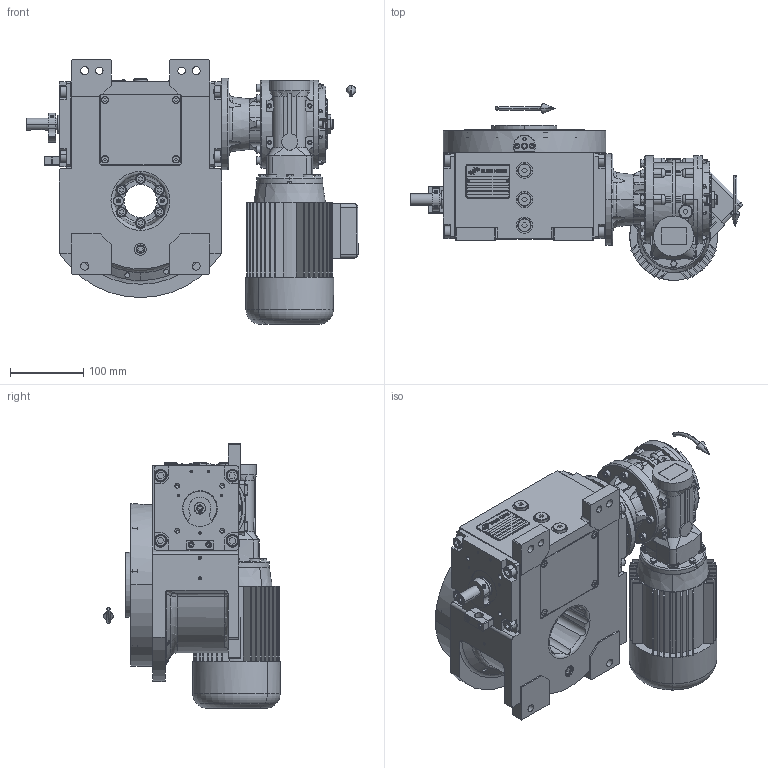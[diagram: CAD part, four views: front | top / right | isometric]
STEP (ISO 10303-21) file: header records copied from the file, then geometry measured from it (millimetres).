
FILE_DESCRIPTION (( 'STEP AP203' ), '1' );
FILE_NAME ('PC5200611.step', '2024-09-11T15:36:28', ( '' ), ( '' ), 'SwSTEP 2.0', 'SolidWorks 2020', '' );
FILE_SCHEMA (( 'CONFIG_CONTROL_DESIGN' ));
Length unit declared in the file: millimetre
Products named in the file (85): 900_38_11_06_4; cfn2128_04_004; RMI50_F1_LCB_SX_63B14; olio_agip_blasia_150; cfn2155_01_056; cfn2003_01_054; cfn2000_01_103; cfn2000_01_126; freccia_angolare; cfn2000_01_124; rig06_016; CFN2010_02_002.stp; rig06_017; rig06_003_16; rig06_005_n_01; cfn2155_01_303; CFN2010_01_012.stp; TN63B4B14; 900_38_30_003; AS_rig06_071_16_m; cfn2070_05_005; AS_900_38_30_003; cfn2151_01_090; cfn2104_01_016; CFN2356_03_047.stp; RIG06_021_AF0.stp; PC5200611; cfn2115_01_005; cfn2476_01_002_60x46; rig06_002_bl_001; cfn2107_01_001; cfn2115_02_165; CFN2000_01_185.stp; AS_rig06_002_bl_001; CFN2104_02_017.stp; freccia_angolare_albero; rig06_001_a; AS_rig06_017; cfn2276_01_074; cfn2151_01_290 ...
Assembly tree (78 placements, depth 5):
  olio_agip_blasia_150
  CFN2010_01_012.stp
  cfn2151_01_090
  CFN2356_03_047.stp
  PC5200611
    rig06_001_a
    AS_cfn2476_01_002_60x46
      cfn2476_01_002_60x46
      cfn2107_01_001
      cfn2107_01_001
    AS_rig06_071_16_m
      rig06_071_16_m_asm.stp
        RIG06_005_ASM.stp
          RIG06_021_AF0.stp
          CFN2000_01_185.stp
          CFN2000_01_185.stp
          CFN2104_02_017.stp
        CFN2010_02_002.stp
      cfn2000_01_124
      cfn2000_01_124  x6
      cfn2104_01_016  x2
      cfn2155_01_303
      rig06_005_n_01
      rig06_003_16
      cfn2000_01_124
      cfn2000_01_124
      cfn2000_01_124
    AS_rig06_017
      rig06_017
      cfn2158_01_011
      cfn2000_01_126
      cfn2000_01_126
      cfn2000_01_126
      cfn2000_01_126
      cfn2000_01_126
      cfn2000_01_126
    AS_rig06_004_s_001
      rig06_004_s_001
      cfn2070_05_005
      cfn2000_01_103
      cfn2000_01_103
      cfn2000_01_103
      cfn2000_01_103
      cfn2155_01_056
    AS_rig06_004
      rig06_004
      cfn2070_05_005
      cfn2000_01_103
      cfn2000_01_103
      cfn2000_01_103
      cfn2000_01_103
      cfn2155_01_056
    AS_rig06_002_bl_001
      rig06_002_bl_001
      cfn2115_01_005
    cfn2128_04_004
    cfn2128_04_004
    cfn2128_04_004
    cfn2128_19_002
    AS_rig06_016
Bounding box: 453.87 x 241.5 x 361.5 mm (x, y, z)
Volume: 5248468.3 mm3; surface area: 1133100 mm2
Topology: 69 solids, 69 shells, 3883 faces, 9842 edges, 6285 vertices
Faces by surface type: plane 1831, cylinder 1306, cone 547, torus 169, bspline 20, sphere 10
Entity records: 135556 total; most frequent: CARTESIAN_POINT 35656, DIRECTION 19206, ORIENTED_EDGE 18816, EDGE_CURVE 9408, AXIS2_PLACEMENT_3D 6940, VERTEX_POINT 6080, VECTOR 5326, LINE 5326
